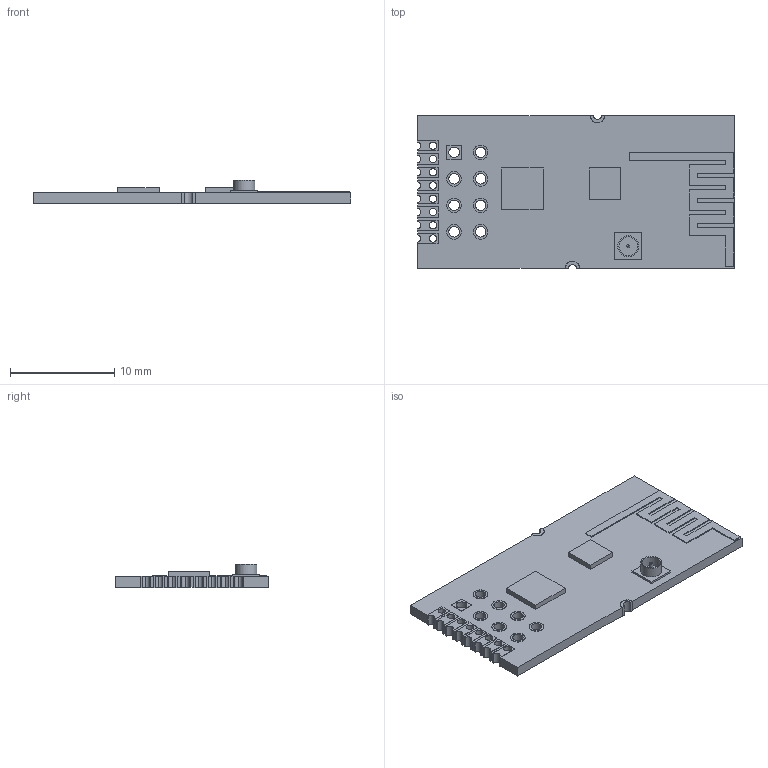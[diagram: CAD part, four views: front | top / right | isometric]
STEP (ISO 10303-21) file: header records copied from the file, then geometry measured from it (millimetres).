
FILE_DESCRIPTION(('FreeCAD Model'),'2;1');
FILE_NAME('nRF24L01-GT24.step','2021-02-10T19:44:51',('kicad StepUp'),('ksu MCAD'), 'Open CASCADE STEP processor 7.3','FreeCAD','Unknown');
FILE_SCHEMA(('AUTOMOTIVE_DESIGN { 1 0 10303 214 1 1 1 1 }'));
Length unit declared in the file: millimetre
Products named in the file (1): nRF24L01-GT24
Bounding box: 30.44 x 14.7 x 2.25 mm (x, y, z)
Volume: 452.3 mm3; surface area: 1051.4 mm2
Topology: 1 solids, 1 shells, 212 faces, 549 edges, 372 vertices
Faces by surface type: plane 165, cylinder 46, revolution 1
Full cylindrical faces by diameter (mm): 0.256 x1, 0.7 x8, 1 x8, 1.4 x7, 1.8 x1, 2 x1
Entity records: 8039 total; most frequent: CARTESIAN_POINT 1141, ORIENTED_EDGE 1098, DIRECTION 1087, EDGE_CURVE 549, LINE 436, VECTOR 436, VERTEX_POINT 372, AXIS2_PLACEMENT_3D 325
